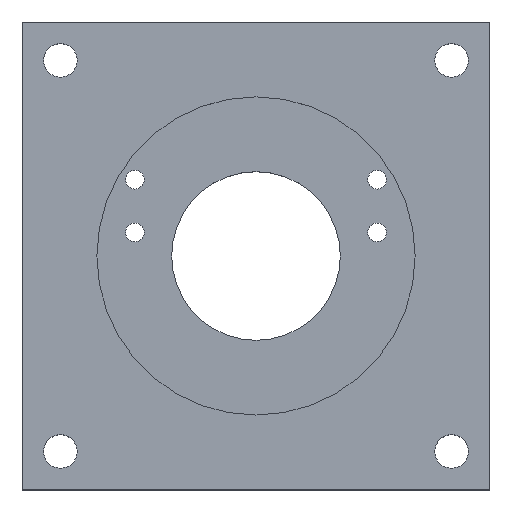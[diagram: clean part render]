
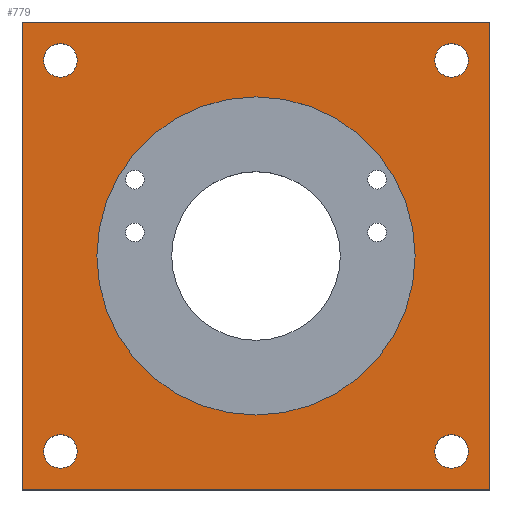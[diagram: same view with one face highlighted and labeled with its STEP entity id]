
A CAD part, top view. The second image highlights one B-rep face of the part: STEP entity #779.
In plain terms, the highlighted planar face has unit normal (0, 0, 1).
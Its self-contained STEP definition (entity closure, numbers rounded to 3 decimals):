
#6 = CARTESIAN_POINT ( 'NONE',  ( 0., 0., 6.35 ) ) ;
#12 = ORIENTED_EDGE ( 'NONE', *, *, #591, .F. ) ;
#13 = CARTESIAN_POINT ( 'NONE',  ( 0., 0., 6.35 ) ) ;
#14 = DIRECTION ( 'NONE',  ( 1., 0., 0. ) ) ;
#22 = EDGE_LOOP ( 'NONE', ( #863, #418 ) ) ;
#24 = DIRECTION ( 'NONE',  ( 1., 0., 0. ) ) ;
#26 = DIRECTION ( 'NONE',  ( 0., 0., 1. ) ) ;
#27 = FACE_BOUND ( 'NONE', #840, .T. ) ;
#32 = DIRECTION ( 'NONE',  ( 0., 0., 1. ) ) ;
#51 = CARTESIAN_POINT ( 'NONE',  ( -25.589, -23.57, 6.35 ) ) ;
#52 = CARTESIAN_POINT ( 'NONE',  ( 19.177, 0., 6.35 ) ) ;
#58 = VERTEX_POINT ( 'NONE', #51 ) ;
#62 = ORIENTED_EDGE ( 'NONE', *, *, #595, .F. ) ;
#65 = EDGE_LOOP ( 'NONE', ( #556, #799, #300, #698 ) ) ;
#81 = VERTEX_POINT ( 'NONE', #727 ) ;
#89 = DIRECTION ( 'NONE',  ( 0., 0., 1. ) ) ;
#91 = DIRECTION ( 'NONE',  ( 0., 0., 1. ) ) ;
#106 = CARTESIAN_POINT ( 'NONE',  ( 25.589, -23.57, 6.35 ) ) ;
#107 = VERTEX_POINT ( 'NONE', #920 ) ;
#108 = CARTESIAN_POINT ( 'NONE',  ( 23.57, -23.57, 6.35 ) ) ;
#124 = DIRECTION ( 'NONE',  ( 0., 0., 1. ) ) ;
#127 = CARTESIAN_POINT ( 'NONE',  ( 28.2, 28.2, 6.35 ) ) ;
#134 = DIRECTION ( 'NONE',  ( -1., 0., 0. ) ) ;
#138 = VERTEX_POINT ( 'NONE', #793 ) ;
#140 = FACE_BOUND ( 'NONE', #407, .T. ) ;
#143 = ORIENTED_EDGE ( 'NONE', *, *, #607, .F. ) ;
#147 = LINE ( 'NONE', #127, #299 ) ;
#152 = DIRECTION ( 'NONE',  ( 1., 0., 0. ) ) ;
#165 = VERTEX_POINT ( 'NONE', #568 ) ;
#173 = CIRCLE ( 'NONE', #660, 2.019 ) ;
#178 = CIRCLE ( 'NONE', #683, 2.019 ) ;
#183 = ORIENTED_EDGE ( 'NONE', *, *, #487, .F. ) ;
#190 = CIRCLE ( 'NONE', #632, 2.019 ) ;
#196 = DIRECTION ( 'NONE',  ( 1., 0., 0. ) ) ;
#208 = CIRCLE ( 'NONE', #694, 2.019 ) ;
#209 = CIRCLE ( 'NONE', #695, 19.177 ) ;
#214 = CIRCLE ( 'NONE', #717, 2.019 ) ;
#216 = EDGE_LOOP ( 'NONE', ( #705, #143 ) ) ;
#217 = FACE_BOUND ( 'NONE', #625, .T. ) ;
#243 = CIRCLE ( 'NONE', #532, 2.019 ) ;
#253 = FACE_OUTER_BOUND ( 'NONE', #65, .T. ) ;
#275 = LINE ( 'NONE', #747, #276 ) ;
#276 = VECTOR ( 'NONE', #461, 1000. ) ;
#299 = VECTOR ( 'NONE', #134, 1000. ) ;
#300 = ORIENTED_EDGE ( 'NONE', *, *, #839, .T. ) ;
#304 = CIRCLE ( 'NONE', #936, 2.019 ) ;
#311 = CIRCLE ( 'NONE', #837, 19.177 ) ;
#339 = VERTEX_POINT ( 'NONE', #700 ) ;
#351 = VERTEX_POINT ( 'NONE', #490 ) ;
#353 = ORIENTED_EDGE ( 'NONE', *, *, #496, .F. ) ;
#394 = DIRECTION ( 'NONE',  ( 0., 0., 1. ) ) ;
#407 = EDGE_LOOP ( 'NONE', ( #12, #785 ) ) ;
#408 = VECTOR ( 'NONE', #506, 1000. ) ;
#409 = VERTEX_POINT ( 'NONE', #495 ) ;
#418 = ORIENTED_EDGE ( 'NONE', *, *, #706, .F. ) ;
#427 = CARTESIAN_POINT ( 'NONE',  ( -28.2, -28.2, 6.35 ) ) ;
#461 = DIRECTION ( 'NONE',  ( 0., 1., 0. ) ) ;
#467 = CARTESIAN_POINT ( 'NONE',  ( 23.57, 23.57, 6.35 ) ) ;
#480 = CARTESIAN_POINT ( 'NONE',  ( 28.2, 28.2, 6.35 ) ) ;
#481 = FACE_BOUND ( 'NONE', #216, .T. ) ;
#487 = EDGE_CURVE ( 'NONE', #58, #165, #304, .T. ) ;
#490 = CARTESIAN_POINT ( 'NONE',  ( -25.589, 23.57, 6.35 ) ) ;
#495 = CARTESIAN_POINT ( 'NONE',  ( -19.177, 0., 6.35 ) ) ;
#496 = EDGE_CURVE ( 'NONE', #409, #540, #311, .T. ) ;
#498 = DIRECTION ( 'NONE',  ( 0., 0., 1. ) ) ;
#499 = AXIS2_PLACEMENT_3D ( 'NONE', #6, #498, #14 ) ;
#506 = DIRECTION ( 'NONE',  ( 1., 0., 0. ) ) ;
#511 = DIRECTION ( 'NONE',  ( 0., 0., 1. ) ) ;
#515 = CARTESIAN_POINT ( 'NONE',  ( -23.57, -23.57, 6.35 ) ) ;
#525 = EDGE_CURVE ( 'NONE', #597, #783, #275, .T. ) ;
#528 = CARTESIAN_POINT ( 'NONE',  ( 23.57, 23.57, 6.35 ) ) ;
#532 = AXIS2_PLACEMENT_3D ( 'NONE', #108, #686, #152 ) ;
#540 = VERTEX_POINT ( 'NONE', #52 ) ;
#541 = AXIS2_PLACEMENT_3D ( 'NONE', #467, #944, #549 ) ;
#542 = CARTESIAN_POINT ( 'NONE',  ( -23.57, 23.57, 6.35 ) ) ;
#549 = DIRECTION ( 'NONE',  ( 1., 0., 0. ) ) ;
#556 = ORIENTED_EDGE ( 'NONE', *, *, #614, .T. ) ;
#568 = CARTESIAN_POINT ( 'NONE',  ( -21.551, -23.57, 6.35 ) ) ;
#576 = CARTESIAN_POINT ( 'NONE',  ( -21.551, 23.57, 6.35 ) ) ;
#580 = DIRECTION ( 'NONE',  ( 1., 0., 0. ) ) ;
#582 = EDGE_CURVE ( 'NONE', #351, #594, #214, .T. ) ;
#588 = EDGE_CURVE ( 'NONE', #540, #409, #209, .T. ) ;
#589 = CARTESIAN_POINT ( 'NONE',  ( 23.57, -23.57, 6.35 ) ) ;
#591 = EDGE_CURVE ( 'NONE', #594, #351, #208, .T. ) ;
#592 = DIRECTION ( 'NONE',  ( 1., 0., 0. ) ) ;
#594 = VERTEX_POINT ( 'NONE', #576 ) ;
#595 = EDGE_CURVE ( 'NONE', #165, #58, #178, .T. ) ;
#597 = VERTEX_POINT ( 'NONE', #647 ) ;
#602 = EDGE_CURVE ( 'NONE', #929, #831, #173, .T. ) ;
#607 = EDGE_CURVE ( 'NONE', #107, #138, #190, .T. ) ;
#614 = EDGE_CURVE ( 'NONE', #783, #81, #147, .T. ) ;
#625 = EDGE_LOOP ( 'NONE', ( #62, #183 ) ) ;
#632 = AXIS2_PLACEMENT_3D ( 'NONE', #528, #32, #592 ) ;
#645 = CARTESIAN_POINT ( 'NONE',  ( -23.57, 23.57, 6.35 ) ) ;
#646 = LINE ( 'NONE', #427, #408 ) ;
#647 = CARTESIAN_POINT ( 'NONE',  ( 28.2, -28.2, 6.35 ) ) ;
#654 = DIRECTION ( 'NONE',  ( 1., 0., 0. ) ) ;
#658 = LINE ( 'NONE', #879, #945 ) ;
#660 = AXIS2_PLACEMENT_3D ( 'NONE', #589, #89, #654 ) ;
#662 = DIRECTION ( 'NONE',  ( 1., 0., 0. ) ) ;
#675 = DIRECTION ( 'NONE',  ( 0., -1., 0. ) ) ;
#677 = EDGE_CURVE ( 'NONE', #81, #339, #658, .T. ) ;
#680 = EDGE_CURVE ( 'NONE', #138, #107, #850, .T. ) ;
#683 = AXIS2_PLACEMENT_3D ( 'NONE', #515, #26, #580 ) ;
#686 = DIRECTION ( 'NONE',  ( 0., 0., 1. ) ) ;
#692 = PLANE ( 'NONE',  #499 ) ;
#694 = AXIS2_PLACEMENT_3D ( 'NONE', #645, #124, #716 ) ;
#695 = AXIS2_PLACEMENT_3D ( 'NONE', #909, #511, #24 ) ;
#698 = ORIENTED_EDGE ( 'NONE', *, *, #525, .T. ) ;
#700 = CARTESIAN_POINT ( 'NONE',  ( -28.2, -28.2, 6.35 ) ) ;
#703 = ORIENTED_EDGE ( 'NONE', *, *, #588, .F. ) ;
#705 = ORIENTED_EDGE ( 'NONE', *, *, #680, .F. ) ;
#706 = EDGE_CURVE ( 'NONE', #831, #929, #243, .T. ) ;
#709 = DIRECTION ( 'NONE',  ( 0., 0., 1. ) ) ;
#716 = DIRECTION ( 'NONE',  ( 1., 0., 0. ) ) ;
#717 = AXIS2_PLACEMENT_3D ( 'NONE', #542, #709, #196 ) ;
#727 = CARTESIAN_POINT ( 'NONE',  ( -28.2, 28.2, 6.35 ) ) ;
#747 = CARTESIAN_POINT ( 'NONE',  ( 28.2, -28.2, 6.35 ) ) ;
#776 = CARTESIAN_POINT ( 'NONE',  ( 21.551, -23.57, 6.35 ) ) ;
#779 = ADVANCED_FACE ( 'NONE', ( #27, #140, #217, #940, #481, #253 ), #692, .T. ) ;
#783 = VERTEX_POINT ( 'NONE', #480 ) ;
#785 = ORIENTED_EDGE ( 'NONE', *, *, #582, .F. ) ;
#793 = CARTESIAN_POINT ( 'NONE',  ( 25.589, 23.57, 6.35 ) ) ;
#799 = ORIENTED_EDGE ( 'NONE', *, *, #677, .T. ) ;
#817 = CARTESIAN_POINT ( 'NONE',  ( -23.57, -23.57, 6.35 ) ) ;
#831 = VERTEX_POINT ( 'NONE', #776 ) ;
#837 = AXIS2_PLACEMENT_3D ( 'NONE', #13, #91, #662 ) ;
#839 = EDGE_CURVE ( 'NONE', #339, #597, #646, .T. ) ;
#840 = EDGE_LOOP ( 'NONE', ( #703, #353 ) ) ;
#850 = CIRCLE ( 'NONE', #541, 2.019 ) ;
#863 = ORIENTED_EDGE ( 'NONE', *, *, #602, .F. ) ;
#879 = CARTESIAN_POINT ( 'NONE',  ( -28.2, 28.2, 6.35 ) ) ;
#887 = DIRECTION ( 'NONE',  ( 1., 0., 0. ) ) ;
#909 = CARTESIAN_POINT ( 'NONE',  ( 0., 0., 6.35 ) ) ;
#920 = CARTESIAN_POINT ( 'NONE',  ( 21.551, 23.57, 6.35 ) ) ;
#929 = VERTEX_POINT ( 'NONE', #106 ) ;
#936 = AXIS2_PLACEMENT_3D ( 'NONE', #817, #394, #887 ) ;
#940 = FACE_BOUND ( 'NONE', #22, .T. ) ;
#944 = DIRECTION ( 'NONE',  ( 0., 0., 1. ) ) ;
#945 = VECTOR ( 'NONE', #675, 1000. ) ;
